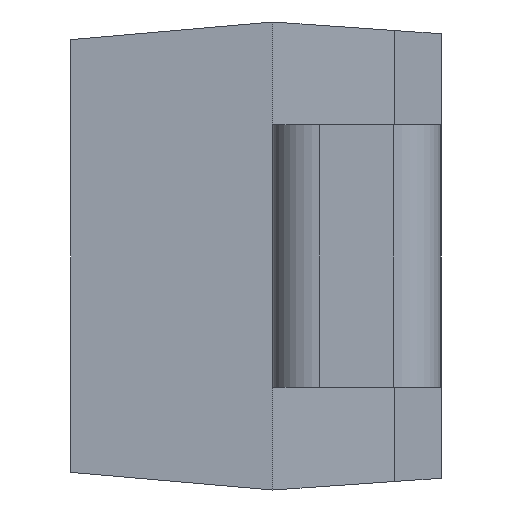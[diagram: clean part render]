
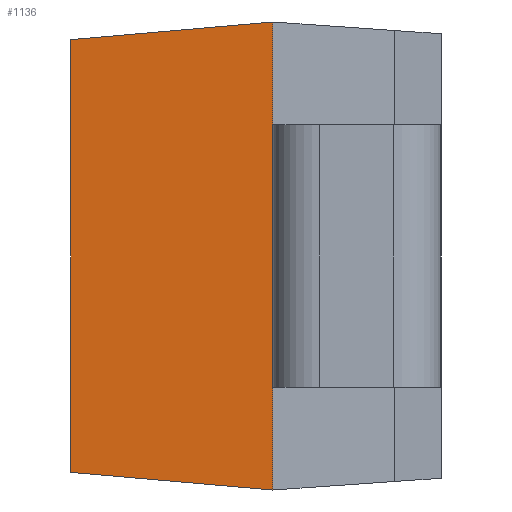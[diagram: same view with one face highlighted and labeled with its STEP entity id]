
A CAD part, left-side view. The second image highlights one B-rep face of the part: STEP entity #1136.
In plain terms, the highlighted planar face has unit normal (-0.999, 0.052, 0).
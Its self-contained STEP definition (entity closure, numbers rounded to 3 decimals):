
#8 = VERTEX_POINT ( 'NONE', #1208 ) ;
#90 = EDGE_LOOP ( 'NONE', ( #766, #682, #329, #183 ) ) ;
#103 = VERTEX_POINT ( 'NONE', #225 ) ;
#183 = ORIENTED_EDGE ( 'NONE', *, *, #1037, .T. ) ;
#194 = LINE ( 'NONE', #1111, #1376 ) ;
#209 = DIRECTION ( 'NONE',  ( -0.052, -0.999, 0. ) ) ;
#222 = AXIS2_PLACEMENT_3D ( 'NONE', #450, #435, #209 ) ;
#225 = CARTESIAN_POINT ( 'NONE',  ( -2.2, 0., -1.25 ) ) ;
#329 = ORIENTED_EDGE ( 'NONE', *, *, #590, .T. ) ;
#379 = DIRECTION ( 'NONE',  ( 0., 0., 1. ) ) ;
#383 = CARTESIAN_POINT ( 'NONE',  ( -2.2, 0., 1.25 ) ) ;
#398 = DIRECTION ( 'NONE',  ( 0., 0., -1. ) ) ;
#435 = DIRECTION ( 'NONE',  ( -0.999, 0.052, 0. ) ) ;
#450 = CARTESIAN_POINT ( 'NONE',  ( -2.2, 0., 1.25 ) ) ;
#470 = VECTOR ( 'NONE', #810, 1000. ) ;
#532 = CARTESIAN_POINT ( 'NONE',  ( -2.2, 0., 1.25 ) ) ;
#590 = EDGE_CURVE ( 'NONE', #103, #1121, #638, .T. ) ;
#638 = LINE ( 'NONE', #383, #1625 ) ;
#643 = VERTEX_POINT ( 'NONE', #1544 ) ;
#682 = ORIENTED_EDGE ( 'NONE', *, *, #1320, .F. ) ;
#759 = EDGE_CURVE ( 'NONE', #643, #8, #906, .T. ) ;
#766 = ORIENTED_EDGE ( 'NONE', *, *, #759, .T. ) ;
#810 = DIRECTION ( 'NONE',  ( 0.052, 0.995, -0.087 ) ) ;
#811 = LINE ( 'NONE', #532, #470 ) ;
#824 = PLANE ( 'NONE',  #222 ) ;
#906 = LINE ( 'NONE', #1142, #1339 ) ;
#942 = CARTESIAN_POINT ( 'NONE',  ( -2.2, 0., 1.25 ) ) ;
#1037 = EDGE_CURVE ( 'NONE', #1121, #643, #811, .T. ) ;
#1075 = FACE_OUTER_BOUND ( 'NONE', #90, .T. ) ;
#1111 = CARTESIAN_POINT ( 'NONE',  ( -2.2, 0., -1.25 ) ) ;
#1121 = VERTEX_POINT ( 'NONE', #942 ) ;
#1136 = ADVANCED_FACE ( 'NONE', ( #1075 ), #824, .T. ) ;
#1142 = CARTESIAN_POINT ( 'NONE',  ( -2.143, 1.08, 0. ) ) ;
#1208 = CARTESIAN_POINT ( 'NONE',  ( -2.143, 1.08, -1.156 ) ) ;
#1320 = EDGE_CURVE ( 'NONE', #103, #8, #194, .T. ) ;
#1339 = VECTOR ( 'NONE', #398, 1000. ) ;
#1376 = VECTOR ( 'NONE', #1522, 1000. ) ;
#1522 = DIRECTION ( 'NONE',  ( 0.052, 0.995, 0.087 ) ) ;
#1544 = CARTESIAN_POINT ( 'NONE',  ( -2.143, 1.08, 1.156 ) ) ;
#1625 = VECTOR ( 'NONE', #379, 1000. ) ;
